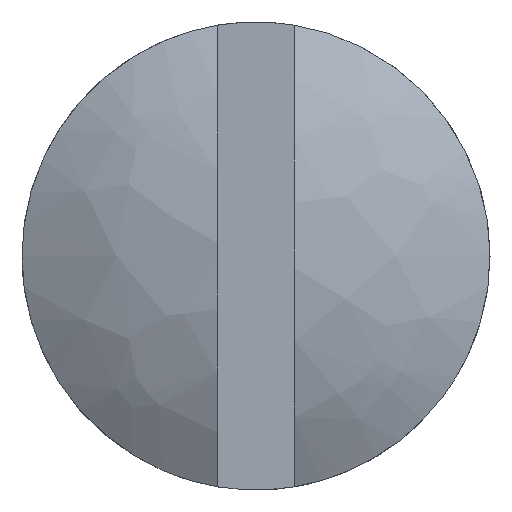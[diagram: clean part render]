
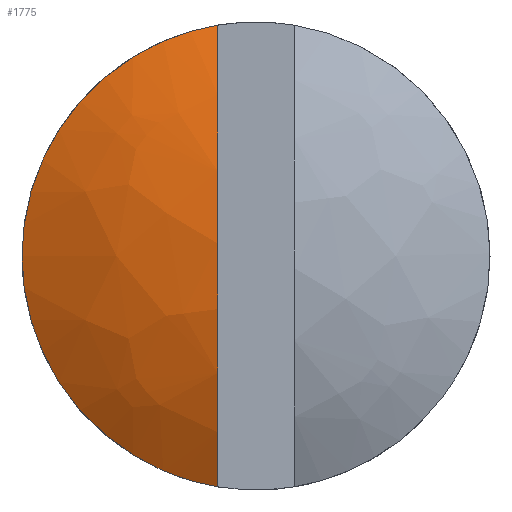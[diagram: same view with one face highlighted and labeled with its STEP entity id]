
A CAD part, top view. The second image highlights one B-rep face of the part: STEP entity #1775.
In plain terms, the highlighted free-form (B-spline) face has degree [2, 2] with [4, 4] control points.
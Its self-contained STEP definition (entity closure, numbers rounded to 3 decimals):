
#1263=CARTESIAN_POINT('',(-2.182,-5.048,20.5));
#1264=VERTEX_POINT('',#1263);
#1270=CARTESIAN_POINT('',(-0.9,5.426,20.5));
#1271=VERTEX_POINT('',#1270);
#1272=CARTESIAN_POINT('',(-2.182,-5.048,20.5));
#1273=CARTESIAN_POINT('',(-5.5,-3.614,20.5));
#1274=CARTESIAN_POINT('',(-5.5,0.0,20.5));
#1275=CARTESIAN_POINT('',(-5.5,4.663,20.5));
#1276=CARTESIAN_POINT('',(-0.9,5.426,20.5));
#1284=(BOUNDED_CURVE()B_SPLINE_CURVE(2,(#1272,#1273,#1274,#1275,#1276),.UNSPECIFIED.,.F.,.U.)B_SPLINE_CURVE_WITH_KNOTS((3,2,3),(0.091,0.5,1.0),.UNSPECIFIED.)CURVE()GEOMETRIC_REPRESENTATION_ITEM()RATIONAL_B_SPLINE_CURVE((0.93,0.806,1.0,0.763,1.0))REPRESENTATION_ITEM(''));
#1285=EDGE_CURVE('',#1264,#1271,#1284,.T.);
#1440=CARTESIAN_POINT('',(-0.9,-5.426,20.5));
#1441=VERTEX_POINT('',#1440);
#1447=CARTESIAN_POINT('',(-0.9,-5.426,20.5));
#1448=CARTESIAN_POINT('',(-1.564,-5.316,20.5));
#1449=CARTESIAN_POINT('',(-2.182,-5.048,20.5));
#1457=(BOUNDED_CURVE()B_SPLINE_CURVE(2,(#1447,#1448,#1449),.UNSPECIFIED.,.F.,.U.)B_SPLINE_CURVE_WITH_KNOTS((3,3),(0.0,0.091),.UNSPECIFIED.)CURVE()GEOMETRIC_REPRESENTATION_ITEM()RATIONAL_B_SPLINE_CURVE((1.0,0.957,0.93))REPRESENTATION_ITEM(''));
#1458=EDGE_CURVE('',#1441,#1264,#1457,.T.);
#1513=CARTESIAN_POINT('',(-0.9,5.426,20.5));
#1514=CARTESIAN_POINT('',(-0.9,0.,23.655));
#1515=CARTESIAN_POINT('',(-0.9,-5.426,20.5));
#1523=(BOUNDED_CURVE()B_SPLINE_CURVE(2,(#1513,#1514,#1515),.UNSPECIFIED.,.F.,.U.)CURVE()GEOMETRIC_REPRESENTATION_ITEM()QUASI_UNIFORM_CURVE()RATIONAL_B_SPLINE_CURVE((1.0,0.865,1.0))REPRESENTATION_ITEM(''));
#1524=EDGE_CURVE('',#1271,#1441,#1523,.T.);
#1746=CARTESIAN_POINT('',(-4.979,-5.854,18.803));
#1747=CARTESIAN_POINT('',(-3.92,-5.936,19.429));
#1748=CARTESIAN_POINT('',(-1.57,-5.936,20.177));
#1749=CARTESIAN_POINT('',(-0.342,-5.854,20.276));
#1750=CARTESIAN_POINT('',(-5.703,-3.184,20.378));
#1751=CARTESIAN_POINT('',(-4.562,-3.233,21.084));
#1752=CARTESIAN_POINT('',(-2.002,-3.233,21.898));
#1753=CARTESIAN_POINT('',(-0.66,-3.184,21.98));
#1754=CARTESIAN_POINT('',(-5.703,3.184,20.378));
#1755=CARTESIAN_POINT('',(-4.562,3.233,21.084));
#1756=CARTESIAN_POINT('',(-2.002,3.233,21.898));
#1757=CARTESIAN_POINT('',(-0.66,3.184,21.98));
#1758=CARTESIAN_POINT('',(-4.979,5.854,18.803));
#1759=CARTESIAN_POINT('',(-3.92,5.936,19.429));
#1760=CARTESIAN_POINT('',(-1.57,5.936,20.177));
#1761=CARTESIAN_POINT('',(-0.342,5.854,20.276));
#1769=(BOUNDED_SURFACE()B_SPLINE_SURFACE(2,2,((#1746,#1750,#1754,#1758),(#1747,#1751,#1755,#1759),(#1748,#1752,#1756,#1760),(#1749,#1753,#1757,#1761)),.UNSPECIFIED.,.F.,.F.,.U.)B_SPLINE_SURFACE_WITH_KNOTS((3,1,3),(3,1,3),(0.0,2.617,5.236),(0.0,6.301,12.601),.UNSPECIFIED.)GEOMETRIC_REPRESENTATION_ITEM()RATIONAL_B_SPLINE_SURFACE(((1.104,1.015,1.015,1.104),(1.089,1.0,1.0,1.089),(1.089,1.0,1.0,1.089),(1.104,1.015,1.015,1.104)))REPRESENTATION_ITEM('')SURFACE());
#1770=ORIENTED_EDGE('',*,*,#1524,.F.);
#1771=ORIENTED_EDGE('',*,*,#1285,.F.);
#1772=ORIENTED_EDGE('',*,*,#1458,.F.);
#1773=EDGE_LOOP('',(#1770,#1771,#1772));
#1774=FACE_OUTER_BOUND('',#1773,.T.);
#1775=ADVANCED_FACE('',(#1774),#1769,.T.);
